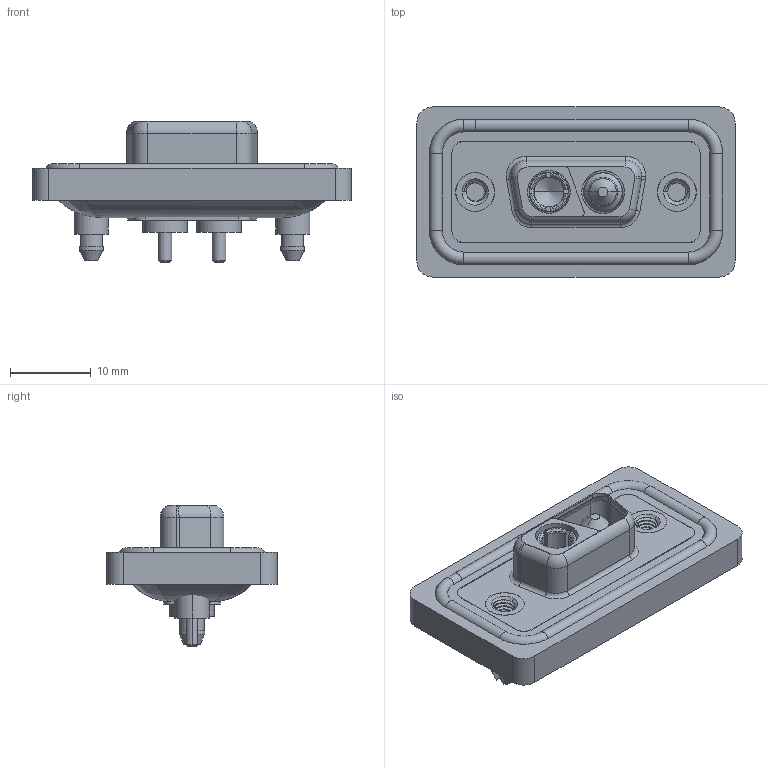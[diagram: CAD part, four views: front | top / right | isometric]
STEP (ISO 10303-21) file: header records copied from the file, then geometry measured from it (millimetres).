
FILE_DESCRIPTION (( 'STEP AP203' ), '1' );
FILE_NAME ('628W2WK2624-1ND.STEP', '2024-03-22T13:23:09', ( '' ), ( '' ), 'SwSTEP 2.0', 'SolidWorks 2023', '' );
FILE_SCHEMA (( 'CONFIG_CONTROL_DESIGN' ));
Length unit declared in the file: millimetre
Products named in the file (8): Power Pin_10A S; Power Socket_10A S; 628Combo Threaded Boardlock_D; 628Combo Housing_2WK2; 628Combo Waterproof Housing_09 Contacts; 628Combo Shell Front_09 Contacts; 628Combo Shell Rear_09 Contacts; 628W2WK2624-1ND
Assembly tree (8 placements, depth 2):
  628W2WK2624-1ND
    628Combo Housing_2WK2
    628Combo Waterproof Housing_09 Contacts
    628Combo Shell Front_09 Contacts
    628Combo Shell Rear_09 Contacts
    628Combo Threaded Boardlock_D  x2
    Power Socket_10A S
    Power Pin_10A S
Bounding box: 39.5 x 21.1 x 17.55 mm (x, y, z)
Volume: 4709 mm3; surface area: 7657.6 mm2
Topology: 11 solids, 11 shells, 566 faces, 1402 edges, 879 vertices
Faces by surface type: cylinder 279, plane 160, torus 77, cone 36, bspline 14
Entity records: 18270 total; most frequent: CARTESIAN_POINT 5568, DIRECTION 2581, ORIENTED_EDGE 2446, EDGE_CURVE 1223, AXIS2_PLACEMENT_3D 1027, VERTEX_POINT 772, EDGE_LOOP 547, VECTOR 527
